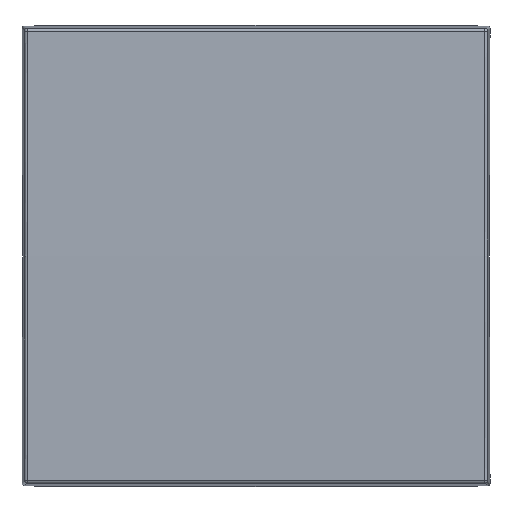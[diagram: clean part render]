
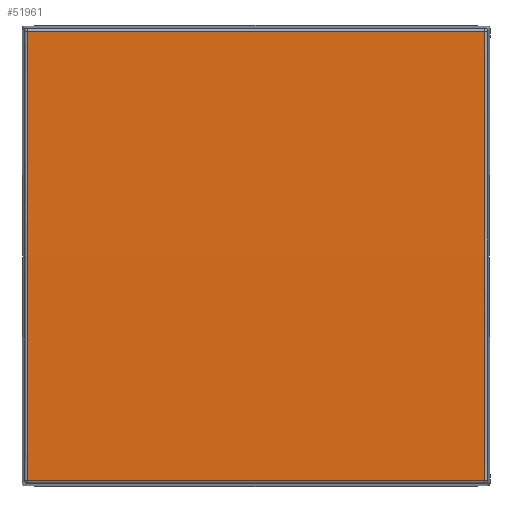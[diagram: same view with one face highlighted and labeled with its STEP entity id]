
A CAD part, top view. The second image highlights one B-rep face of the part: STEP entity #51961.
In plain terms, the highlighted cylindrical face has radius 1600 mm (diameter 3200 mm), a partial arc.
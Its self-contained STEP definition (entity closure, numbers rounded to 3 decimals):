
#18300=CARTESIAN_POINT('',(-27.202,7.71,
26.707));
#18301=CARTESIAN_POINT('',(-27.2,7.77,
23.124));
#18302=CARTESIAN_POINT('',(-27.196,7.864,
16.006));
#18303=CARTESIAN_POINT('',(-27.193,7.934,
5.746));
#18304=CARTESIAN_POINT('',(-27.193,7.938,
-4.91));
#18305=CARTESIAN_POINT('',(-27.196,7.867,
-15.784));
#18306=CARTESIAN_POINT('',(-27.2,7.771,
-23.056));
#18307=CARTESIAN_POINT('',(-27.202,7.71,
-26.707));
#18309=DIRECTION('',(1.,0.,0.));
#18310=VECTOR('',#18309,54.405);
#18311=CARTESIAN_POINT('',(-27.202,7.71,
-26.707));
#18312=LINE('32899',#18311,#18310);
#18313=CARTESIAN_POINT('',(27.202,7.71,
-26.707));
#18314=CARTESIAN_POINT('',(27.2,7.77,
-23.124));
#18315=CARTESIAN_POINT('',(27.196,7.864,
-16.006));
#18316=CARTESIAN_POINT('',(27.193,7.934,
-5.745));
#18317=CARTESIAN_POINT('',(27.193,7.938,4.91));
#18318=CARTESIAN_POINT('',(27.196,7.867,15.784));
#18319=CARTESIAN_POINT('',(27.2,7.771,23.056));
#18320=CARTESIAN_POINT('',(27.202,7.71,26.707));
#18322=DIRECTION('',(-1.,0.,0.));
#18323=VECTOR('',#18322,54.405);
#18324=CARTESIAN_POINT('',(27.202,7.71,26.707));
#18325=LINE('32905',#18324,#18323);
#22090=VERTEX_POINT('',#18300);
#22091=VERTEX_POINT('',#18307);
#22092=CARTESIAN_POINT('',(27.202,7.71,
-26.707));
#22093=VERTEX_POINT('',#22092);
#22094=VERTEX_POINT('',#18320);
#51950=CARTESIAN_POINT('',(-27.8,-1592.067,0.));
#51951=DIRECTION('',(1.,0.,0.));
#51952=DIRECTION('',(0.,0.,-1.));
#51953=AXIS2_PLACEMENT_3D('',#51950,#51951,#51952);
#51954=CYLINDRICAL_SURFACE('32885',#51953,1600.);
#51955=ORIENTED_EDGE('32896',*,*,#51839,.T.);
#51956=ORIENTED_EDGE('32899',*,*,#51865,.T.);
#51957=ORIENTED_EDGE('32902',*,*,#51919,.T.);
#51958=ORIENTED_EDGE('32905',*,*,#51944,.T.);
#51959=EDGE_LOOP('32885',(#51955,#51956,#51957,#51958));
#51960=FACE_OUTER_BOUND('32885',#51959,.F.);
#18308=B_SPLINE_CURVE_WITH_KNOTS('32896',3,(#18300,#18301,#18302,#18303,#18304,
#18305,#18306,#18307),.UNSPECIFIED.,.F.,.F.,(4,1,1,1,1,4),(0.,0.2,0.4,
0.6,0.8,1.),.UNSPECIFIED.);
#18321=B_SPLINE_CURVE_WITH_KNOTS('32902',3,(#18313,#18314,#18315,#18316,#18317,
#18318,#18319,#18320),.UNSPECIFIED.,.F.,.F.,(4,1,1,1,1,4),(0.,0.2,0.4,
0.6,0.8,1.),.UNSPECIFIED.);
#51839=EDGE_CURVE('32896',#22090,#22091,#18308,.T.);
#51865=EDGE_CURVE('32899',#22091,#22093,#18312,.T.);
#51919=EDGE_CURVE('32902',#22093,#22094,#18321,.T.);
#51944=EDGE_CURVE('32905',#22094,#22090,#18325,.T.);
#51961=ADVANCED_FACE('32885',(#51960),#51954,.T.);
